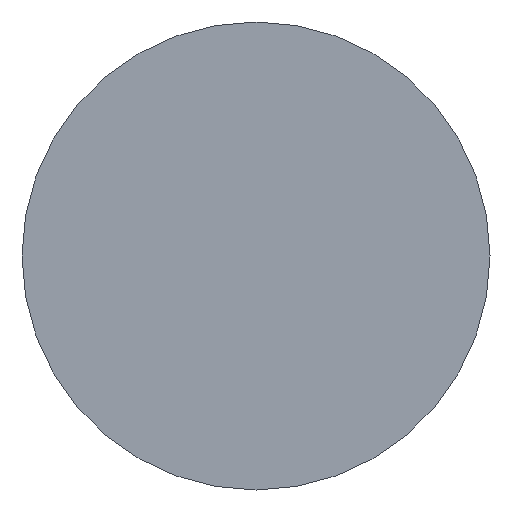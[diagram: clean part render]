
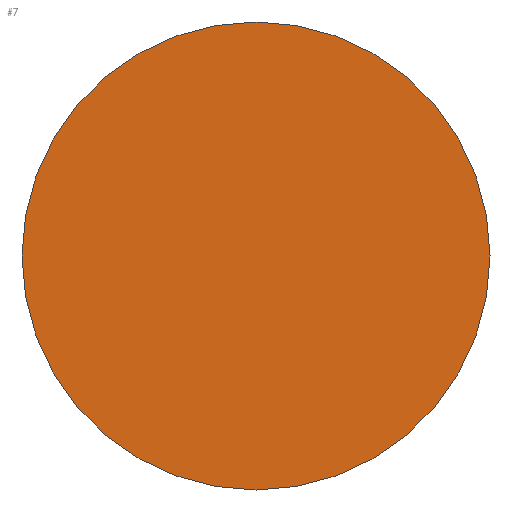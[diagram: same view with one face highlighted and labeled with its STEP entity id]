
A CAD part, left-side view. The second image highlights one B-rep face of the part: STEP entity #7.
In plain terms, the highlighted planar face has unit normal (-1, 0, 0).
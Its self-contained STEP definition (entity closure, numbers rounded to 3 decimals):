
#7 = ADVANCED_FACE ( 'NONE', ( #362 ), #438, .F. ) ;
#30 = AXIS2_PLACEMENT_3D ( 'NONE', #78, #119, #154 ) ;
#72 = EDGE_CURVE ( 'NONE', #357, #318, #122, .T. ) ;
#78 = CARTESIAN_POINT ( 'NONE',  ( 0., 0., 0. ) ) ;
#110 = ORIENTED_EDGE ( 'NONE', *, *, #410, .F. ) ;
#112 = DIRECTION ( 'NONE',  ( 0., 1., 0. ) ) ;
#119 = DIRECTION ( 'NONE',  ( 1., 0., 0. ) ) ;
#122 = CIRCLE ( 'NONE', #221, 1.015 ) ;
#138 = DIRECTION ( 'NONE',  ( 0., 1., 0. ) ) ;
#140 = CARTESIAN_POINT ( 'NONE',  ( 0., 1.015, 0. ) ) ;
#144 = CIRCLE ( 'NONE', #30, 1.015 ) ;
#154 = DIRECTION ( 'NONE',  ( 0., 1., 0. ) ) ;
#171 = AXIS2_PLACEMENT_3D ( 'NONE', #361, #250, #138 ) ;
#221 = AXIS2_PLACEMENT_3D ( 'NONE', #261, #447, #112 ) ;
#250 = DIRECTION ( 'NONE',  ( 1., 0., 0. ) ) ;
#261 = CARTESIAN_POINT ( 'NONE',  ( 0., 0., 0. ) ) ;
#317 = CARTESIAN_POINT ( 'NONE',  ( 0., -1.015, 0. ) ) ;
#318 = VERTEX_POINT ( 'NONE', #140 ) ;
#332 = ORIENTED_EDGE ( 'NONE', *, *, #72, .F. ) ;
#357 = VERTEX_POINT ( 'NONE', #317 ) ;
#361 = CARTESIAN_POINT ( 'NONE',  ( 0., 0., 0. ) ) ;
#362 = FACE_OUTER_BOUND ( 'NONE', #445, .T. ) ;
#410 = EDGE_CURVE ( 'NONE', #318, #357, #144, .T. ) ;
#438 = PLANE ( 'NONE',  #171 ) ;
#445 = EDGE_LOOP ( 'NONE', ( #110, #332 ) ) ;
#447 = DIRECTION ( 'NONE',  ( 1., 0., 0. ) ) ;
